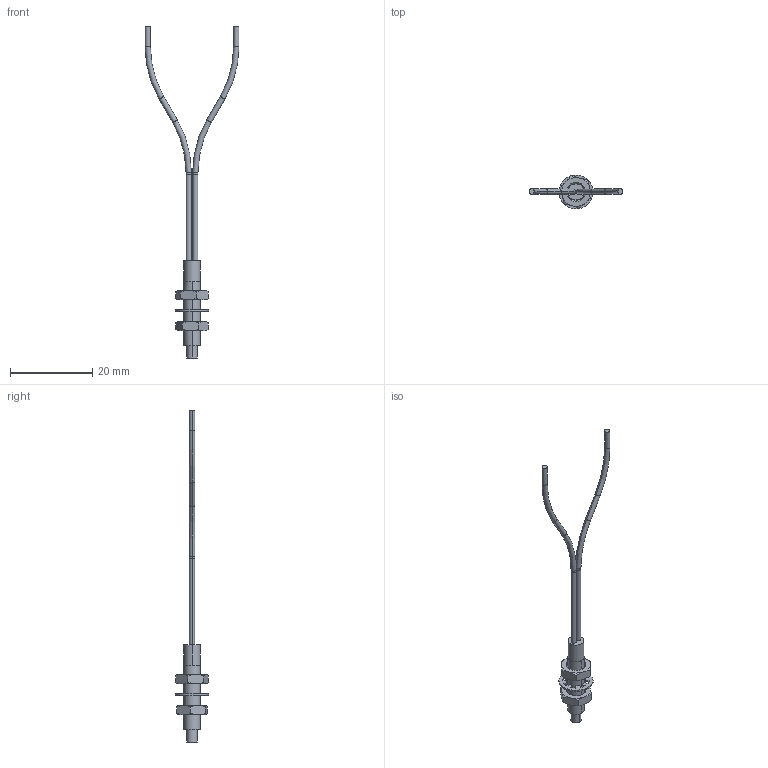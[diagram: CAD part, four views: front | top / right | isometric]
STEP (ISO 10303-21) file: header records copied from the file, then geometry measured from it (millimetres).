
FILE_DESCRIPTION((''),'2;1');
FILE_NAME('CAD2362_SW0001','2016-08-23T',('cmozuch'),(''),'PRO/ENGINEER BY PARAMETRIC TECHNOLOGY CORPORATION, 2015440','PRO/ENGINEER BY PARAMETRIC TECHNOLOGY CORPORATION, 2015440','');
FILE_SCHEMA(('CONFIG_CONTROL_DESIGN'));
Length unit declared in the file: millimetre
Products named in the file (1): CAD2362_SW0001
Bounding box: 22.9 x 8.28 x 80.92 mm (x, y, z)
Volume: 564 mm3; surface area: 1061.9 mm2
Topology: 2 solids, 2 shells, 151 faces, 410 edges, 276 vertices
Faces by surface type: cylinder 66, plane 45, cone 32, torus 8
Entity records: 6337 total; most frequent: CARTESIAN_POINT 1243, DIRECTION 892, ORIENTED_EDGE 820, EDGE_CURVE 410, AXIS2_PLACEMENT_3D 379, VERTEX_POINT 276, CIRCLE 228, EDGE_LOOP 166
